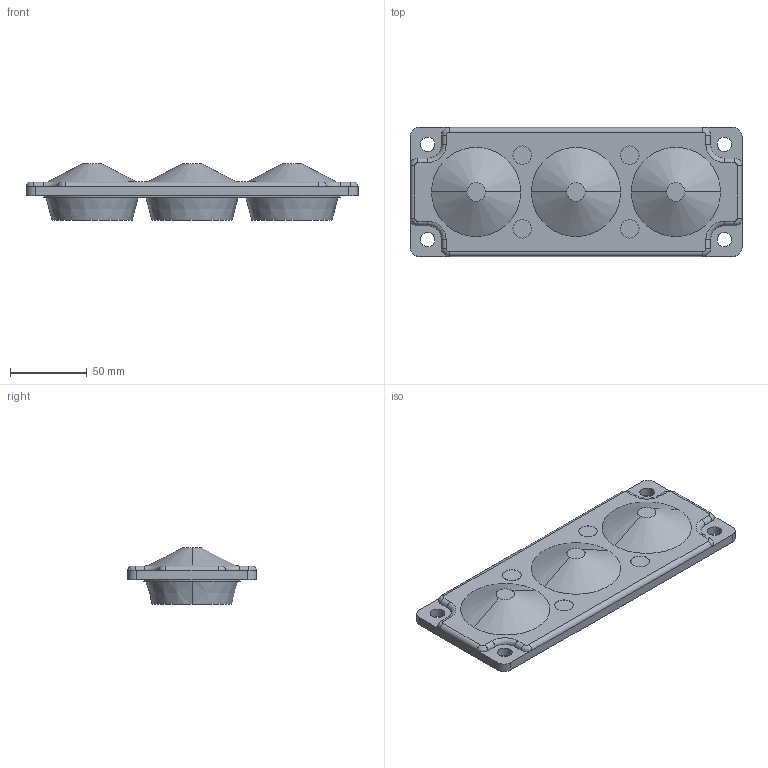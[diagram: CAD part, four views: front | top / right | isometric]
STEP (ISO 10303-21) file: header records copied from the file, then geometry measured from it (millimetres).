
FILE_DESCRIPTION(('STEP AP242'),'1');
FILE_NAME('nsyaecpflt7.stp','2021-05-03T09:19:29',('TraceParts'),('TraceParts S.A.'),'Spatial InterOp 3D',' ',' ');
FILE_SCHEMA(('AP242_MANAGED_MODEL_BASED_3D_ENGINEERING_MIM_LF {1 0 10303 442 1 1 4}'));
Length unit declared in the file: millimetre
Products named in the file (1): nsyaecpflt7
Bounding box: 216 x 84 x 37 mm (x, y, z)
Volume: 124255 mm3; surface area: 72951 mm2
Topology: 1 solids, 1 shells, 125 faces, 286 edges, 184 vertices
Faces by surface type: cylinder 50, plane 33, cone 30, bspline 8, torus 4
Entity records: 3711 total; most frequent: CARTESIAN_POINT 716, DIRECTION 694, ORIENTED_EDGE 572, AXIS2_PLACEMENT_3D 290, EDGE_CURVE 286, VERTEX_POINT 184, CIRCLE 172, EDGE_LOOP 154
